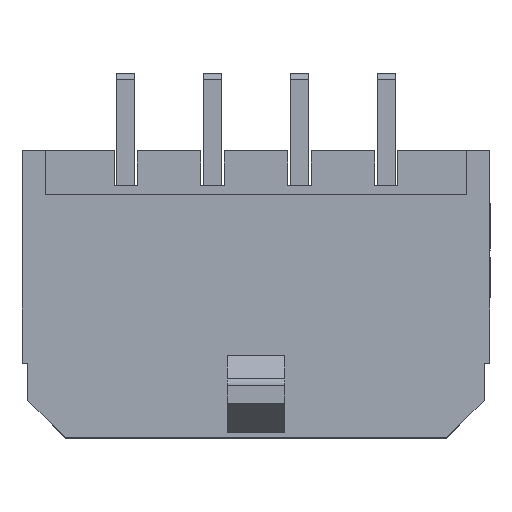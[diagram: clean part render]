
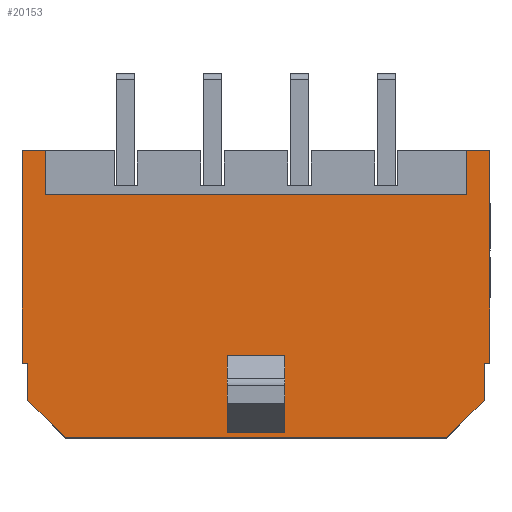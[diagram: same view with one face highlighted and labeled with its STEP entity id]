
A CAD part, top view. The second image highlights one B-rep face of the part: STEP entity #20153.
In plain terms, the highlighted planar face has unit normal (0, 0, 1).
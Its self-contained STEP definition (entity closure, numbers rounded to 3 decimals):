
#21 = CARTESIAN_POINT ( 'NONE',  ( -8.075, -0.84, 7.37 ) ) ;
#154 = LINE ( 'NONE', #22792, #2219 ) ;
#377 = CARTESIAN_POINT ( 'NONE',  ( -7.875, -8.168, 7.37 ) ) ;
#566 = DIRECTION ( 'NONE',  ( 1., 0., 0. ) ) ;
#814 = EDGE_CURVE ( 'NONE', #6021, #24489, #20782, .T. ) ;
#952 = EDGE_CURVE ( 'NONE', #24784, #15902, #14693, .T. ) ;
#1081 = LINE ( 'NONE', #20702, #3791 ) ;
#1398 = EDGE_CURVE ( 'NONE', #18001, #20325, #4111, .T. ) ;
#1851 = VECTOR ( 'NONE', #3071, 1000. ) ;
#1958 = ORIENTED_EDGE ( 'NONE', *, *, #6934, .F. ) ;
#2003 = ORIENTED_EDGE ( 'NONE', *, *, #23969, .T. ) ;
#2219 = VECTOR ( 'NONE', #12537, 1000. ) ;
#2277 = VECTOR ( 'NONE', #16763, 1000. ) ;
#2393 = VERTEX_POINT ( 'NONE', #10309 ) ;
#2413 = EDGE_CURVE ( 'NONE', #8439, #23123, #16525, .T. ) ;
#2415 = CARTESIAN_POINT ( 'NONE',  ( 7.875, -9.45, 7.37 ) ) ;
#2824 = VECTOR ( 'NONE', #18662, 1000. ) ;
#3071 = DIRECTION ( 'NONE',  ( 0., -1., 0. ) ) ;
#3132 = ORIENTED_EDGE ( 'NONE', *, *, #26065, .T. ) ;
#3182 = EDGE_CURVE ( 'NONE', #17718, #22027, #1081, .T. ) ;
#3292 = CARTESIAN_POINT ( 'NONE',  ( -7.875, -9.45, 7.37 ) ) ;
#3653 = ORIENTED_EDGE ( 'NONE', *, *, #23585, .T. ) ;
#3787 = CARTESIAN_POINT ( 'NONE',  ( 8.075, -0.84, 7.37 ) ) ;
#3791 = VECTOR ( 'NONE', #8125, 1000. ) ;
#4020 = VERTEX_POINT ( 'NONE', #12616 ) ;
#4111 = LINE ( 'NONE', #12252, #14987 ) ;
#4273 = VERTEX_POINT ( 'NONE', #12586 ) ;
#4280 = VECTOR ( 'NONE', #7060, 1000. ) ;
#4288 = ORIENTED_EDGE ( 'NONE', *, *, #3182, .T. ) ;
#4495 = ORIENTED_EDGE ( 'NONE', *, *, #952, .F. ) ;
#4659 = CARTESIAN_POINT ( 'NONE',  ( -7.275, -0.84, 7.37 ) ) ;
#4780 = VERTEX_POINT ( 'NONE', #7516 ) ;
#4811 = EDGE_LOOP ( 'NONE', ( #7743, #12165, #3132, #22685, #25761, #25281, #3653, #19497, #1958, #7862, #6285, #2003, #6805, #11790 ) ) ;
#5412 = DIRECTION ( 'NONE',  ( -1., 0., 0. ) ) ;
#5495 = VECTOR ( 'NONE', #5412, 1000. ) ;
#5879 = VERTEX_POINT ( 'NONE', #11263 ) ;
#6021 = VERTEX_POINT ( 'NONE', #16157 ) ;
#6285 = ORIENTED_EDGE ( 'NONE', *, *, #16236, .T. ) ;
#6427 = CARTESIAN_POINT ( 'NONE',  ( -1., -7.912, 7.37 ) ) ;
#6805 = ORIENTED_EDGE ( 'NONE', *, *, #1398, .F. ) ;
#6934 = EDGE_CURVE ( 'NONE', #5879, #6021, #25428, .T. ) ;
#7060 = DIRECTION ( 'NONE',  ( -1., 0., 0. ) ) ;
#7226 = EDGE_CURVE ( 'NONE', #17289, #5879, #15591, .T. ) ;
#7260 = VECTOR ( 'NONE', #18267, 1000. ) ;
#7451 = FACE_OUTER_BOUND ( 'NONE', #4811, .T. ) ;
#7516 = CARTESIAN_POINT ( 'NONE',  ( -8.075, -8.168, 7.37 ) ) ;
#7743 = ORIENTED_EDGE ( 'NONE', *, *, #2413, .F. ) ;
#7860 = VERTEX_POINT ( 'NONE', #23875 ) ;
#7862 = ORIENTED_EDGE ( 'NONE', *, *, #7226, .F. ) ;
#8070 = VECTOR ( 'NONE', #8920, 1000. ) ;
#8125 = DIRECTION ( 'NONE',  ( 1., 0., 0. ) ) ;
#8439 = VERTEX_POINT ( 'NONE', #17306 ) ;
#8446 = LINE ( 'NONE', #6427, #11742 ) ;
#8769 = CARTESIAN_POINT ( 'NONE',  ( 8.075, -8.168, 7.37 ) ) ;
#8920 = DIRECTION ( 'NONE',  ( -0.707, 0.707, 0. ) ) ;
#9188 = VERTEX_POINT ( 'NONE', #10684 ) ;
#9324 = CARTESIAN_POINT ( 'NONE',  ( -7.275, -2.34, 7.37 ) ) ;
#9493 = LINE ( 'NONE', #15609, #1851 ) ;
#10162 = CARTESIAN_POINT ( 'NONE',  ( -1., -7.912, 7.37 ) ) ;
#10309 = CARTESIAN_POINT ( 'NONE',  ( -7.875, -8.168, 7.37 ) ) ;
#10684 = CARTESIAN_POINT ( 'NONE',  ( -8.075, -0.84, 7.37 ) ) ;
#11101 = VECTOR ( 'NONE', #16334, 1000. ) ;
#11186 = EDGE_CURVE ( 'NONE', #23123, #18001, #13157, .T. ) ;
#11263 = CARTESIAN_POINT ( 'NONE',  ( 7.875, -8.168, 7.37 ) ) ;
#11742 = VECTOR ( 'NONE', #22038, 1000. ) ;
#11790 = ORIENTED_EDGE ( 'NONE', *, *, #11186, .F. ) ;
#11997 = EDGE_CURVE ( 'NONE', #8439, #9188, #12414, .T. ) ;
#12165 = ORIENTED_EDGE ( 'NONE', *, *, #11997, .T. ) ;
#12167 = VECTOR ( 'NONE', #25079, 1000. ) ;
#12252 = CARTESIAN_POINT ( 'NONE',  ( 7.275, -0.84, 7.37 ) ) ;
#12414 = LINE ( 'NONE', #21, #2824 ) ;
#12537 = DIRECTION ( 'NONE',  ( -1., 0., 0. ) ) ;
#12586 = CARTESIAN_POINT ( 'NONE',  ( -6.575, -10.75, 7.37 ) ) ;
#12616 = CARTESIAN_POINT ( 'NONE',  ( 8.075, -0.84, 7.37 ) ) ;
#12641 = CARTESIAN_POINT ( 'NONE',  ( 7.275, -2.34, 7.37 ) ) ;
#13157 = LINE ( 'NONE', #17017, #12167 ) ;
#13634 = ORIENTED_EDGE ( 'NONE', *, *, #18774, .T. ) ;
#14221 = EDGE_CURVE ( 'NONE', #4273, #7860, #23416, .T. ) ;
#14610 = LINE ( 'NONE', #3787, #18346 ) ;
#14693 = LINE ( 'NONE', #18807, #23856 ) ;
#14815 = EDGE_LOOP ( 'NONE', ( #4495, #19936, #4288, #13634 ) ) ;
#14977 = LINE ( 'NONE', #23457, #4280 ) ;
#14987 = VECTOR ( 'NONE', #20370, 1000. ) ;
#15251 = VECTOR ( 'NONE', #22411, 1000. ) ;
#15254 = CARTESIAN_POINT ( 'NONE',  ( 6.575, -10.75, 7.37 ) ) ;
#15395 = DIRECTION ( 'NONE',  ( 0., -1., 0. ) ) ;
#15591 = LINE ( 'NONE', #23673, #5495 ) ;
#15609 = CARTESIAN_POINT ( 'NONE',  ( 1., -7.912, 7.37 ) ) ;
#15618 = FACE_BOUND ( 'NONE', #14815, .T. ) ;
#15902 = VERTEX_POINT ( 'NONE', #22493 ) ;
#15950 = LINE ( 'NONE', #24025, #11101 ) ;
#16157 = CARTESIAN_POINT ( 'NONE',  ( 7.875, -9.45, 7.37 ) ) ;
#16236 = EDGE_CURVE ( 'NONE', #17289, #4020, #14610, .T. ) ;
#16334 = DIRECTION ( 'NONE',  ( 1., 0., 0. ) ) ;
#16525 = LINE ( 'NONE', #4659, #15251 ) ;
#16763 = DIRECTION ( 'NONE',  ( 0., -1., 0. ) ) ;
#16929 = CARTESIAN_POINT ( 'NONE',  ( 1., -7.912, 7.37 ) ) ;
#16944 = CARTESIAN_POINT ( 'NONE',  ( -1., -10.571, 7.37 ) ) ;
#17017 = CARTESIAN_POINT ( 'NONE',  ( -7.275, -2.34, 7.37 ) ) ;
#17056 = DIRECTION ( 'NONE',  ( 1., 0., 0. ) ) ;
#17289 = VERTEX_POINT ( 'NONE', #8769 ) ;
#17305 = PLANE ( 'NONE',  #25664 ) ;
#17306 = CARTESIAN_POINT ( 'NONE',  ( -7.275, -0.84, 7.37 ) ) ;
#17718 = VERTEX_POINT ( 'NONE', #10162 ) ;
#18001 = VERTEX_POINT ( 'NONE', #12641 ) ;
#18267 = DIRECTION ( 'NONE',  ( -0.707, -0.707, 0. ) ) ;
#18346 = VECTOR ( 'NONE', #22719, 1000. ) ;
#18662 = DIRECTION ( 'NONE',  ( -1., 0., 0. ) ) ;
#18774 = EDGE_CURVE ( 'NONE', #22027, #15902, #9493, .T. ) ;
#18807 = CARTESIAN_POINT ( 'NONE',  ( -1., -10.571, 7.37 ) ) ;
#19497 = ORIENTED_EDGE ( 'NONE', *, *, #814, .F. ) ;
#19936 = ORIENTED_EDGE ( 'NONE', *, *, #21591, .F. ) ;
#20153 = ADVANCED_FACE ( 'NONE', ( #7451, #15618 ), #17305, .T. ) ;
#20325 = VERTEX_POINT ( 'NONE', #24564 ) ;
#20370 = DIRECTION ( 'NONE',  ( 0., 1., 0. ) ) ;
#20702 = CARTESIAN_POINT ( 'NONE',  ( -1., -7.912, 7.37 ) ) ;
#20782 = LINE ( 'NONE', #2415, #7260 ) ;
#20912 = VECTOR ( 'NONE', #23005, 1000. ) ;
#21591 = EDGE_CURVE ( 'NONE', #17718, #24784, #8446, .T. ) ;
#22027 = VERTEX_POINT ( 'NONE', #16929 ) ;
#22038 = DIRECTION ( 'NONE',  ( 0., -1., 0. ) ) ;
#22411 = DIRECTION ( 'NONE',  ( 0., -1., 0. ) ) ;
#22493 = CARTESIAN_POINT ( 'NONE',  ( 1., -10.571, 7.37 ) ) ;
#22644 = LINE ( 'NONE', #22883, #2277 ) ;
#22685 = ORIENTED_EDGE ( 'NONE', *, *, #25124, .F. ) ;
#22719 = DIRECTION ( 'NONE',  ( 0., 1., 0. ) ) ;
#22792 = CARTESIAN_POINT ( 'NONE',  ( -8.075, -8.168, 7.37 ) ) ;
#22883 = CARTESIAN_POINT ( 'NONE',  ( -8.075, -0.84, 7.37 ) ) ;
#23005 = DIRECTION ( 'NONE',  ( 0., 1., 0. ) ) ;
#23043 = CARTESIAN_POINT ( 'NONE',  ( 0., 0., 7.37 ) ) ;
#23104 = CARTESIAN_POINT ( 'NONE',  ( 7.875, -8.168, 7.37 ) ) ;
#23123 = VERTEX_POINT ( 'NONE', #9324 ) ;
#23282 = DIRECTION ( 'NONE',  ( 0., 0., 1. ) ) ;
#23365 = EDGE_CURVE ( 'NONE', #7860, #2393, #24825, .T. ) ;
#23416 = LINE ( 'NONE', #3292, #8070 ) ;
#23457 = CARTESIAN_POINT ( 'NONE',  ( -8.075, -0.84, 7.37 ) ) ;
#23585 = EDGE_CURVE ( 'NONE', #4273, #24489, #15950, .T. ) ;
#23673 = CARTESIAN_POINT ( 'NONE',  ( 8.075, -8.168, 7.37 ) ) ;
#23856 = VECTOR ( 'NONE', #566, 1000. ) ;
#23875 = CARTESIAN_POINT ( 'NONE',  ( -7.875, -9.45, 7.37 ) ) ;
#23969 = EDGE_CURVE ( 'NONE', #4020, #20325, #14977, .T. ) ;
#24025 = CARTESIAN_POINT ( 'NONE',  ( -8.075, -10.75, 7.37 ) ) ;
#24489 = VERTEX_POINT ( 'NONE', #15254 ) ;
#24564 = CARTESIAN_POINT ( 'NONE',  ( 7.275, -0.84, 7.37 ) ) ;
#24784 = VERTEX_POINT ( 'NONE', #16944 ) ;
#24825 = LINE ( 'NONE', #377, #20912 ) ;
#25079 = DIRECTION ( 'NONE',  ( 1., 0., 0. ) ) ;
#25124 = EDGE_CURVE ( 'NONE', #2393, #4780, #154, .T. ) ;
#25281 = ORIENTED_EDGE ( 'NONE', *, *, #14221, .F. ) ;
#25428 = LINE ( 'NONE', #23104, #26282 ) ;
#25664 = AXIS2_PLACEMENT_3D ( 'NONE', #23043, #23282, #17056 ) ;
#25761 = ORIENTED_EDGE ( 'NONE', *, *, #23365, .F. ) ;
#26065 = EDGE_CURVE ( 'NONE', #9188, #4780, #22644, .T. ) ;
#26282 = VECTOR ( 'NONE', #15395, 1000. ) ;
